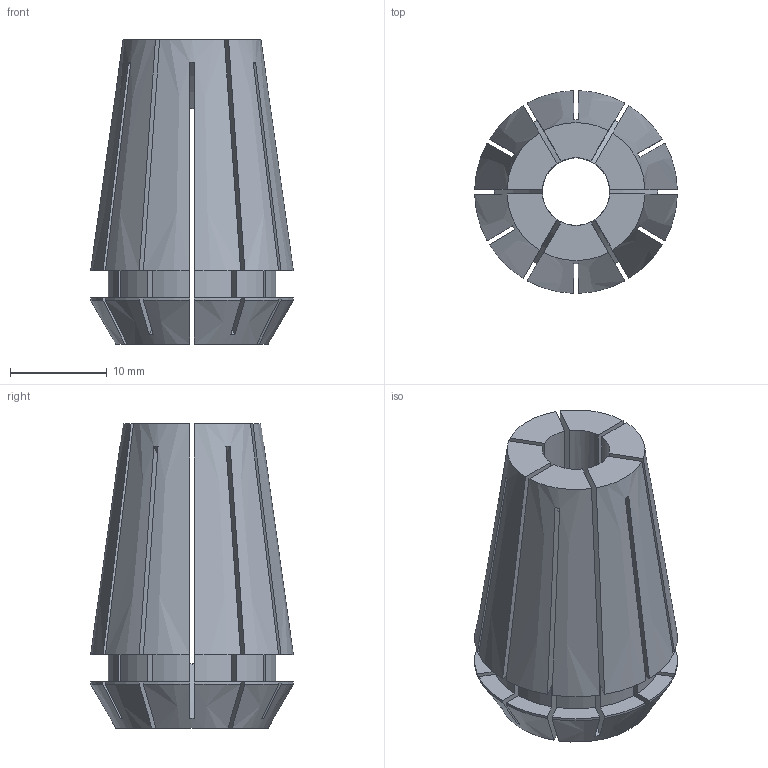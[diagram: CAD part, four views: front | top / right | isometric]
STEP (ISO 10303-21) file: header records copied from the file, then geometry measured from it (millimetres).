
FILE_DESCRIPTION (( 'STEP AP203' ), '1' );
FILE_NAME ('STP-SAKEM-04320-ST-07.STEP', '2021-01-29T08:03:38', ( '' ), ( '' ), 'SwSTEP 2.0', 'SolidWorks 2017', '' );
FILE_SCHEMA (( 'CONFIG_CONTROL_DESIGN' ));
Length unit declared in the file: millimetre
Products named in the file (1): STP-SAKEM-04320-ST-07
Bounding box: 20.99 x 20.99 x 31.5 mm (x, y, z)
Volume: 5754.9 mm3; surface area: 6320.3 mm2
Topology: 1 solids, 1 shells, 111 faces, 333 edges, 222 vertices
Faces by surface type: plane 60, cylinder 38, cone 13
Entity records: 4000 total; most frequent: CARTESIAN_POINT 958, ORIENTED_EDGE 666, DIRECTION 593, EDGE_CURVE 333, AXIS2_PLACEMENT_3D 223, VERTEX_POINT 222, VECTOR 147, LINE 147
